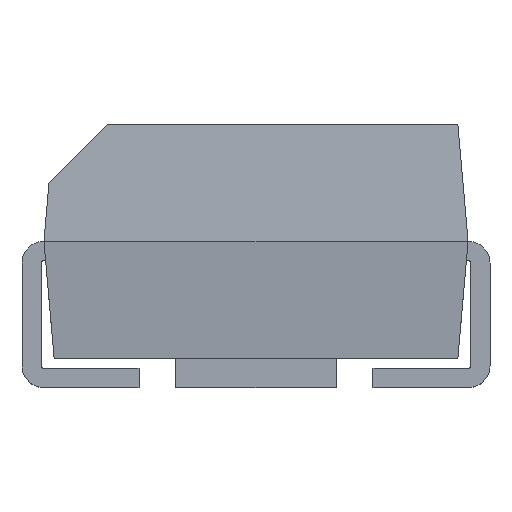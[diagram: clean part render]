
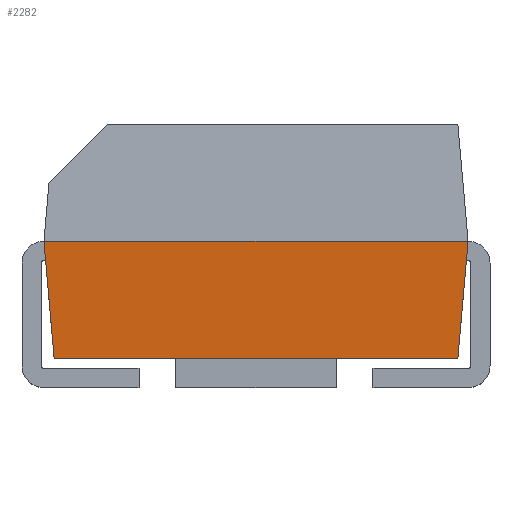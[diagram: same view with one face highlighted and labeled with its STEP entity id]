
A CAD part, top view. The second image highlights one B-rep face of the part: STEP entity #2282.
In plain terms, the highlighted planar face has unit normal (0, -0.087, 0.996).
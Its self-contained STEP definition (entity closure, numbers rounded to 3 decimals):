
#1 = EDGE_CURVE ( 'NONE', #2107, #424, #1216, .T. ) ;
#63 = EDGE_CURVE ( 'NONE', #2145, #1441, #611, .T. ) ;
#98 = DIRECTION ( 'NONE',  ( -0.087, 0.992, 0.087 ) ) ;
#132 = ORIENTED_EDGE ( 'NONE', *, *, #2036, .F. ) ;
#167 = CARTESIAN_POINT ( 'NONE',  ( 1.38, 0.2, 0.73 ) ) ;
#168 = ORIENTED_EDGE ( 'NONE', *, *, #63, .F. ) ;
#201 = VECTOR ( 'NONE', #2010, 1000. ) ;
#247 = ORIENTED_EDGE ( 'NONE', *, *, #1, .T. ) ;
#394 = AXIS2_PLACEMENT_3D ( 'NONE', #1724, #885, #1319 ) ;
#424 = VERTEX_POINT ( 'NONE', #167 ) ;
#492 = FACE_OUTER_BOUND ( 'NONE', #2495, .T. ) ;
#611 = LINE ( 'NONE', #1409, #777 ) ;
#626 = DIRECTION ( 'NONE',  ( 0.087, 0.992, 0.087 ) ) ;
#734 = CARTESIAN_POINT ( 'NONE',  ( -1.45, 1., 0.8 ) ) ;
#777 = VECTOR ( 'NONE', #1816, 1000. ) ;
#782 = CARTESIAN_POINT ( 'NONE',  ( -1.45, 1., 0.8 ) ) ;
#885 = DIRECTION ( 'NONE',  ( 0., -0.087, 0.996 ) ) ;
#953 = EDGE_CURVE ( 'NONE', #424, #1441, #2187, .T. ) ;
#1216 = LINE ( 'NONE', #1986, #201 ) ;
#1319 = DIRECTION ( 'NONE',  ( 0., -0.996, -0.087 ) ) ;
#1371 = CARTESIAN_POINT ( 'NONE',  ( -1.38, 0.2, 0.73 ) ) ;
#1409 = CARTESIAN_POINT ( 'NONE',  ( 1.45, 1., 0.8 ) ) ;
#1441 = VERTEX_POINT ( 'NONE', #1591 ) ;
#1542 = ORIENTED_EDGE ( 'NONE', *, *, #953, .T. ) ;
#1591 = CARTESIAN_POINT ( 'NONE',  ( 1.45, 1., 0.8 ) ) ;
#1724 = CARTESIAN_POINT ( 'NONE',  ( 1.45, 1., 0.8 ) ) ;
#1728 = VECTOR ( 'NONE', #626, 1000. ) ;
#1816 = DIRECTION ( 'NONE',  ( 1., 0., 0. ) ) ;
#1864 = VECTOR ( 'NONE', #98, 1000. ) ;
#1986 = CARTESIAN_POINT ( 'NONE',  ( 0., 0.2, 0.73 ) ) ;
#2010 = DIRECTION ( 'NONE',  ( 1., 0., 0. ) ) ;
#2036 = EDGE_CURVE ( 'NONE', #2107, #2145, #2316, .T. ) ;
#2086 = PLANE ( 'NONE',  #394 ) ;
#2107 = VERTEX_POINT ( 'NONE', #1371 ) ;
#2145 = VERTEX_POINT ( 'NONE', #782 ) ;
#2187 = LINE ( 'NONE', #2401, #1728 ) ;
#2282 = ADVANCED_FACE ( 'NONE', ( #492 ), #2086, .T. ) ;
#2316 = LINE ( 'NONE', #734, #1864 ) ;
#2401 = CARTESIAN_POINT ( 'NONE',  ( 1.45, 1., 0.8 ) ) ;
#2495 = EDGE_LOOP ( 'NONE', ( #168, #132, #247, #1542 ) ) ;
